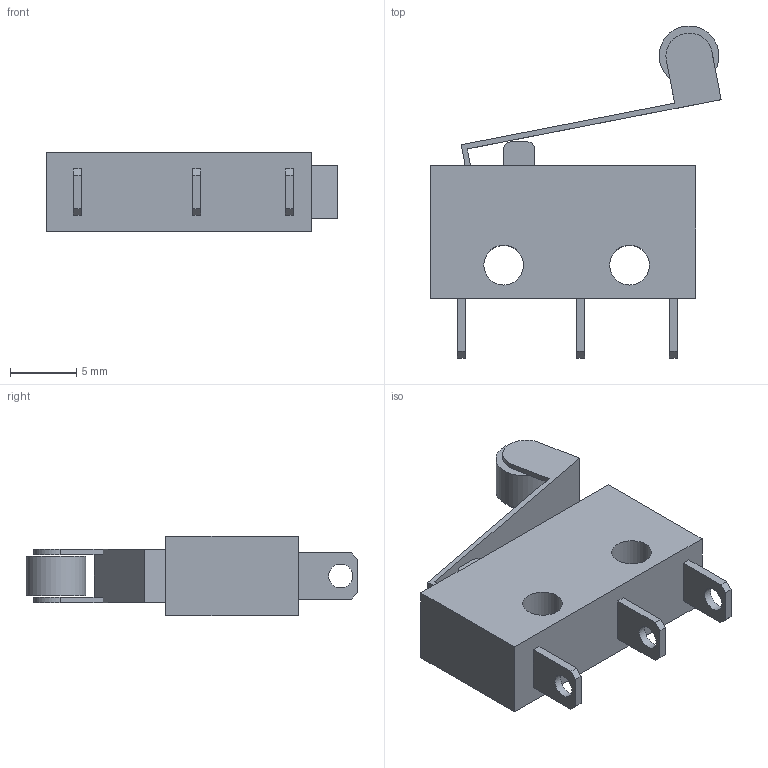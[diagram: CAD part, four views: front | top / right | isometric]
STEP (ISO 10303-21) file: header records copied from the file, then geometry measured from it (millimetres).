
FILE_DESCRIPTION(/* description */ (''),/* implementation_level */ '2;1');
FILE_NAME(/* name */ 'Micro switch.step',/* time_stamp */ '2020-09-01T16:24:10+02:00',/* author */ (''),/* organization */ (''),/* preprocessor_version */ 'ST-DEVELOPER v18.1',/* originating_system */ 'Autodesk Translation Framework v9.3.0.1241',/* authorisation */ '');
FILE_SCHEMA (('AUTOMOTIVE_DESIGN { 1 0 10303 214 3 1 1 }'));
Length unit declared in the file: millimetre
Products named in the file (1): Micro switch
Bounding box: 21.91 x 25.05 x 6 mm (x, y, z)
Volume: 1245.3 mm3; surface area: 1298 mm2
Topology: 2 solids, 2 shells, 59 faces, 150 edges, 100 vertices
Faces by surface type: plane 47, cylinder 12
Full cylindrical faces by diameter (mm): 1.8 x3, 3 x2, 4.5 x1
Entity records: 1901 total; most frequent: CARTESIAN_POINT 310, ORIENTED_EDGE 300, DIRECTION 294, EDGE_CURVE 150, LINE 126, VECTOR 126, VERTEX_POINT 100, AXIS2_PLACEMENT_3D 84
